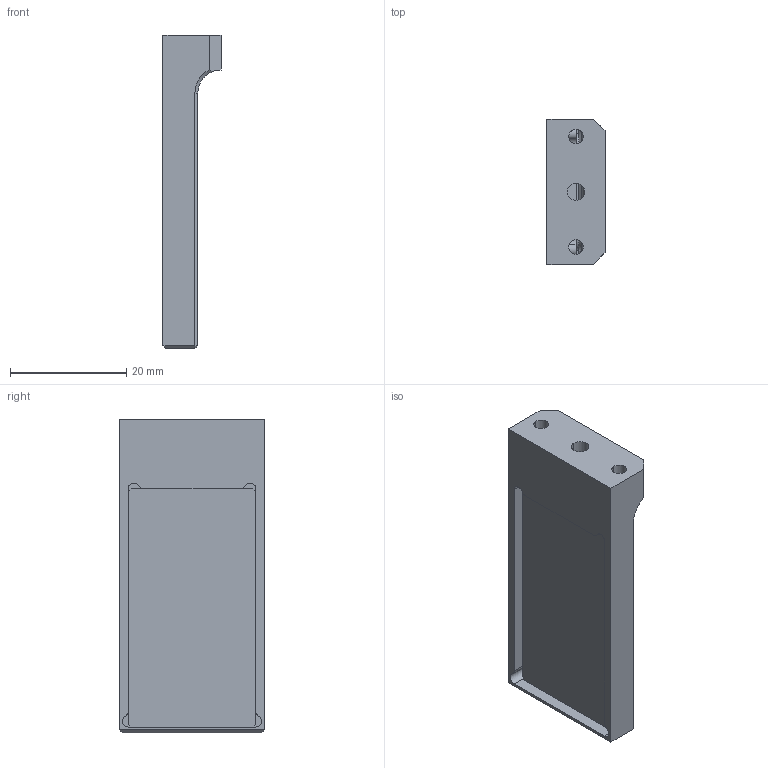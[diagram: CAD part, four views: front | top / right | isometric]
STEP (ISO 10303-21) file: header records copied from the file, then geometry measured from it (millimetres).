
FILE_DESCRIPTION (( 'STEP AP203' ), '1' );
FILE_NAME ('DP71115-A_SPMI001.step', '2022-02-15T14:37:39', ( '' ), ( '' ), 'SwSTEP 2.0', 'SolidWorks 2021', '' );
FILE_SCHEMA (( 'CONFIG_CONTROL_DESIGN' ));
Length unit declared in the file: millimetre
Products named in the file (1): DP71115-A_SPMI001
Bounding box: 10 x 25 x 54 mm (x, y, z)
Surface area: 4785.8 mm2 (no closed solid volume)
Topology: 0 solids, 3 shells, 56 faces, 158 edges, 104 vertices
Faces by surface type: plane 30, cylinder 20, cone 6
Entity records: 1862 total; most frequent: CARTESIAN_POINT 331, DIRECTION 314, ORIENTED_EDGE 273, EDGE_CURVE 158, LINE 108, VECTOR 108, VERTEX_POINT 104, AXIS2_PLACEMENT_3D 103
